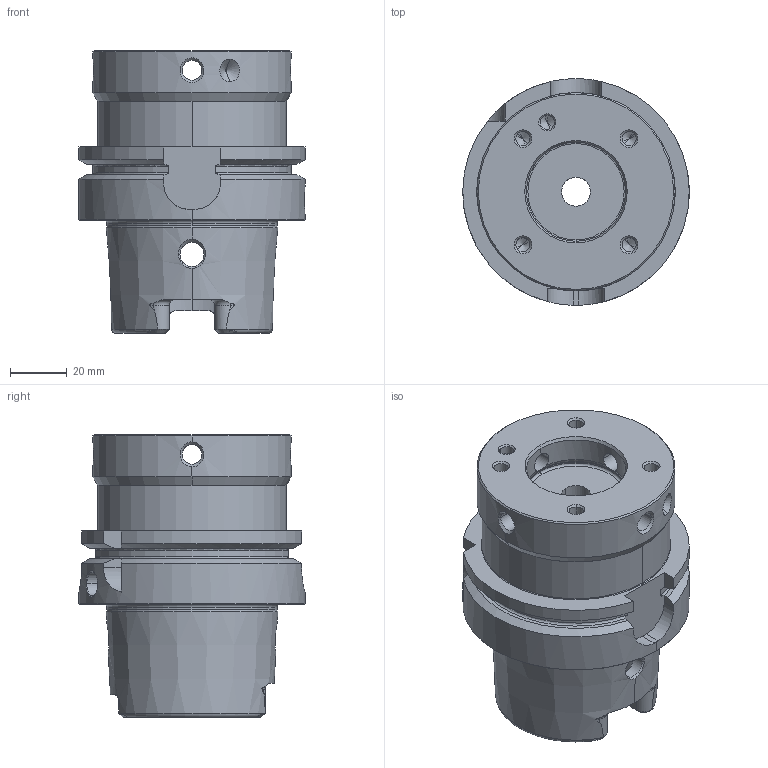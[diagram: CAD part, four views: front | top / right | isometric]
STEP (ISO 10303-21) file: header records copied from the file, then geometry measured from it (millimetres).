
FILE_DESCRIPTION((''),'2;1');
FILE_NAME('606403486-000-02-E43','2023-01-11T11:39:47',('rufa'),(''),'CREO PARAMETRIC BY PTC INC, 2021184','CREO PARAMETRIC BY PTC INC, 2021184','');
FILE_SCHEMA(('AP242_MANAGED_MODEL_BASED_3D_ENGINEERING_MIM_LF { 1 0 10303 442 1 1 4 }'));
Length unit declared in the file: millimetre
Products named in the file (1): 606403486-000-02-E43
Bounding box: 80 x 80 x 99.9 mm (x, y, z)
Volume: 243363.6 mm3; surface area: 45530.8 mm2
Topology: 1 solids, 1 shells, 219 faces, 564 edges, 340 vertices
Faces by surface type: cone 74, cylinder 69, plane 50, torus 26
Entity records: 10980 total; most frequent: CARTESIAN_POINT 4012, ORIENTED_EDGE 1104, DIRECTION 1088, PRESENTATION_STYLE_ASSIGNMENT 556, STYLED_ITEM 556, CURVE_STYLE 555, EDGE_CURVE 552, AXIS2_PLACEMENT_3D 441
